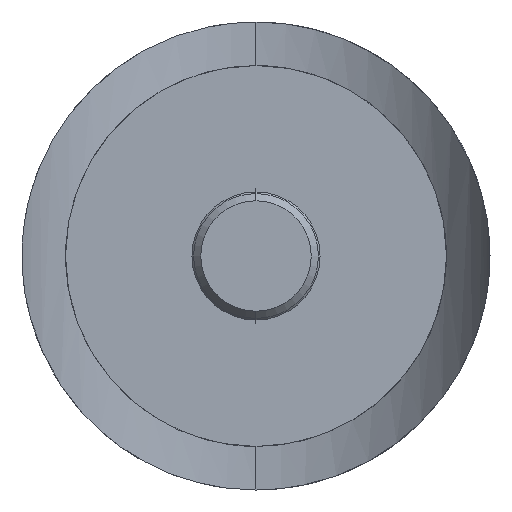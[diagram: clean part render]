
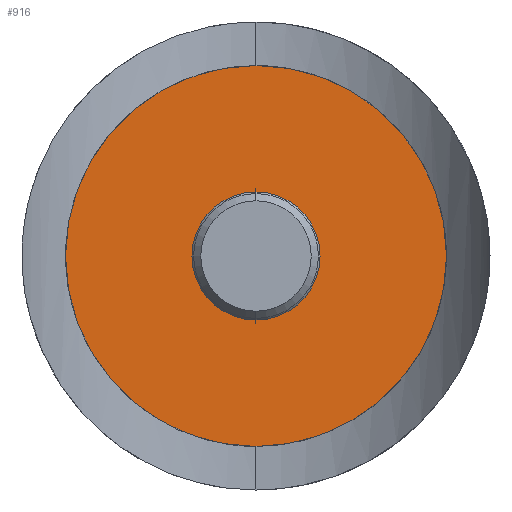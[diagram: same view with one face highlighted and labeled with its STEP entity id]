
A CAD part, left-side view. The second image highlights one B-rep face of the part: STEP entity #916.
In plain terms, the highlighted planar face has unit normal (-1, 0, 0).
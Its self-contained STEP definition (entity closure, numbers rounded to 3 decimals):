
#9 = VERTEX_POINT ( 'NONE', #833 ) ;
#96 = DIRECTION ( 'NONE',  ( -1., 0., 0. ) ) ;
#177 = CARTESIAN_POINT ( 'NONE',  ( -19.166, 0., 0. ) ) ;
#191 = EDGE_CURVE ( 'NONE', #1937, #9, #680, .T. ) ;
#192 = FACE_OUTER_BOUND ( 'NONE', #769, .T. ) ;
#292 = ORIENTED_EDGE ( 'NONE', *, *, #1348, .F. ) ;
#320 = ORIENTED_EDGE ( 'NONE', *, *, #1426, .F. ) ;
#375 = DIRECTION ( 'NONE',  ( 1., 0., 0. ) ) ;
#495 = DIRECTION ( 'NONE',  ( 0., 0., 1. ) ) ;
#501 = CIRCLE ( 'NONE', #917, 4.103 ) ;
#680 = CIRCLE ( 'NONE', #1247, 12.208 ) ;
#723 = FACE_BOUND ( 'NONE', #1454, .T. ) ;
#765 = DIRECTION ( 'NONE',  ( -1., 0., 0. ) ) ;
#769 = EDGE_LOOP ( 'NONE', ( #1309, #1167 ) ) ;
#833 = CARTESIAN_POINT ( 'NONE',  ( -19.166, 0., 12.208 ) ) ;
#851 = CARTESIAN_POINT ( 'NONE',  ( -19.166, 0., 0. ) ) ;
#871 = EDGE_CURVE ( 'NONE', #9, #1937, #2135, .T. ) ;
#883 = CARTESIAN_POINT ( 'NONE',  ( -19.166, 12.208, 0. ) ) ;
#913 = DIRECTION ( 'NONE',  ( 0., 0., 1. ) ) ;
#916 = ADVANCED_FACE ( 'NONE', ( #723, #192 ), #1657, .F. ) ;
#917 = AXIS2_PLACEMENT_3D ( 'NONE', #947, #1019, #959 ) ;
#947 = CARTESIAN_POINT ( 'NONE',  ( -19.166, 0., 0. ) ) ;
#959 = DIRECTION ( 'NONE',  ( 0., 0., 1. ) ) ;
#979 = AXIS2_PLACEMENT_3D ( 'NONE', #1564, #96, #2126 ) ;
#1019 = DIRECTION ( 'NONE',  ( -1., 0., 0. ) ) ;
#1078 = VERTEX_POINT ( 'NONE', #1919 ) ;
#1125 = CARTESIAN_POINT ( 'NONE',  ( -19.166, 0., -12.208 ) ) ;
#1167 = ORIENTED_EDGE ( 'NONE', *, *, #191, .T. ) ;
#1247 = AXIS2_PLACEMENT_3D ( 'NONE', #177, #765, #913 ) ;
#1309 = ORIENTED_EDGE ( 'NONE', *, *, #871, .T. ) ;
#1348 = EDGE_CURVE ( 'NONE', #1779, #1078, #501, .T. ) ;
#1426 = EDGE_CURVE ( 'NONE', #1078, #1779, #1447, .T. ) ;
#1447 = CIRCLE ( 'NONE', #1882, 4.103 ) ;
#1454 = EDGE_LOOP ( 'NONE', ( #292, #320 ) ) ;
#1564 = CARTESIAN_POINT ( 'NONE',  ( -19.166, 0., 0. ) ) ;
#1657 = PLANE ( 'NONE',  #1825 ) ;
#1779 = VERTEX_POINT ( 'NONE', #1931 ) ;
#1825 = AXIS2_PLACEMENT_3D ( 'NONE', #883, #375, #1845 ) ;
#1845 = DIRECTION ( 'NONE',  ( 0., 0., -1. ) ) ;
#1882 = AXIS2_PLACEMENT_3D ( 'NONE', #851, #1984, #495 ) ;
#1919 = CARTESIAN_POINT ( 'NONE',  ( -19.166, 0., 4.103 ) ) ;
#1931 = CARTESIAN_POINT ( 'NONE',  ( -19.166, 0., -4.103 ) ) ;
#1937 = VERTEX_POINT ( 'NONE', #1125 ) ;
#1984 = DIRECTION ( 'NONE',  ( -1., 0., 0. ) ) ;
#2126 = DIRECTION ( 'NONE',  ( 0., 0., 1. ) ) ;
#2135 = CIRCLE ( 'NONE', #979, 12.208 ) ;
